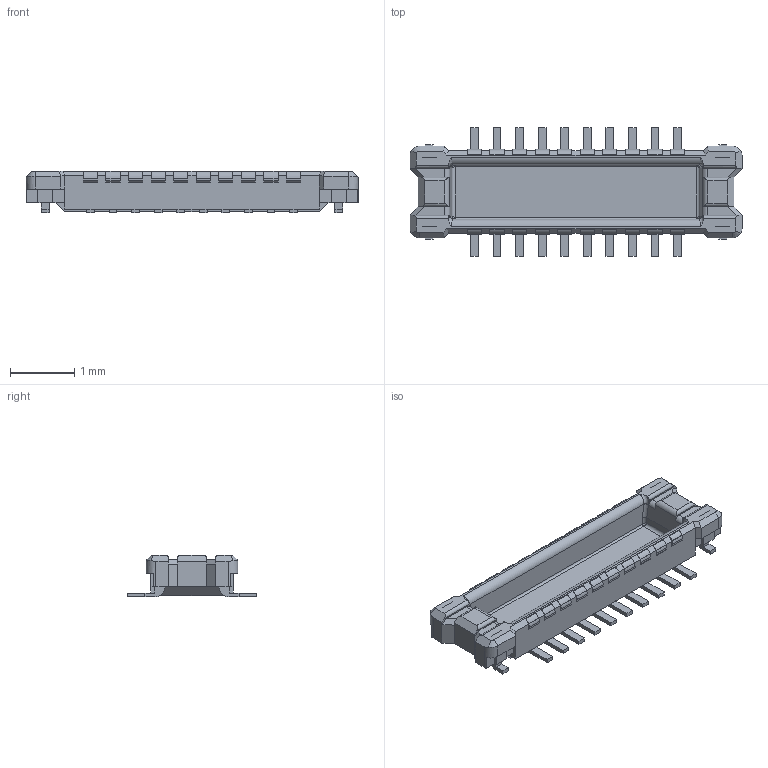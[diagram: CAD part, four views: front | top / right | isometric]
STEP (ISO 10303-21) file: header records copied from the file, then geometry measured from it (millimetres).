
FILE_DESCRIPTION(/* description */ (''),/* implementation_level */ '2;1');
FILE_NAME(/* name */ 'PANASONIC_AXE820124.stp',/* time_stamp */ '2016-10-24T11:21:51+02:00',/* author */ ('riccim'),/* organization */ ('SolidWorks'),/* preprocessor_version */ 'ST-DEVELOPER v15.5',/* originating_system */ 'AutoCAD Mechanical',/* authorisation */ ' ');
FILE_SCHEMA (('AUTOMOTIVE_DESIGN { 1 0 10303 214 3 1 1 }'));
Length unit declared in the file: millimetre
Products named in the file (1): Product
Bounding box: 5.15 x 2 x 0.65 mm (x, y, z)
Volume: 2.2 mm3; surface area: 30.9 mm2
Topology: 45 solids, 45 shells, 480 faces, 1138 edges, 748 vertices
Faces by surface type: plane 388, cylinder 80, bspline 8, cone 4
Entity records: 13765 total; most frequent: CARTESIAN_POINT 2579, ORIENTED_EDGE 2268, DIRECTION 2220, EDGE_CURVE 1134, LINE 962, VECTOR 962, VERTEX_POINT 748, AXIS2_PLACEMENT_3D 629
